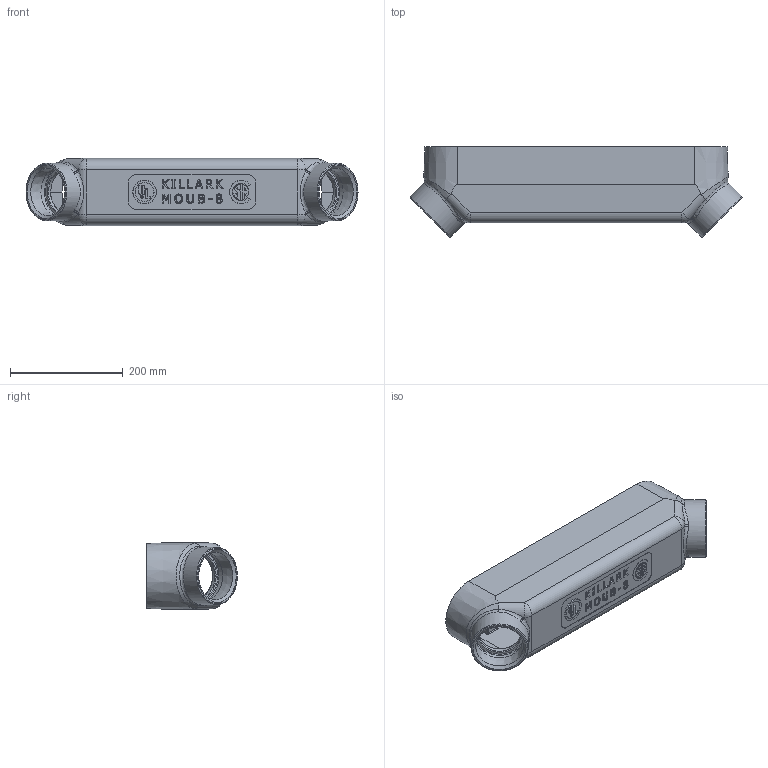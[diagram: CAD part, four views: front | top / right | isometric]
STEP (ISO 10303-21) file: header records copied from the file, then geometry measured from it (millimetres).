
FILE_DESCRIPTION(/* description */ (''),/* implementation_level */ '2;1');
FILE_NAME(/* name */ 'KIL_MOUB-8.stp',/* time_stamp */ '2020-07-24T20:11:09+06:00',/* author */ ('kr'),/* organization */ (''),/* preprocessor_version */ 'ST-DEVELOPER v18',/* originating_system */ 'Autodesk Inventor 2020',/* authorisation */ '');
FILE_SCHEMA (('AUTOMOTIVE_DESIGN { 1 0 10303 214 3 1 1 }'));
Length unit declared in the file: inch
Products named in the file (1): 21349
Bounding box: 587.86 x 160.58 x 119.06 mm (x, y, z)
Volume: 1677688.1 mm3; surface area: 438778.6 mm2
Topology: 1 solids, 1 shells, 655 faces, 1724 edges, 1116 vertices
Faces by surface type: plane 286, bspline 225, cylinder 62, cone 52, sphere 16, torus 14
Full cylindrical faces by diameter (mm): 75.692 x2, 89.179 x2, 101.6 x2
Entity records: 29660 total; most frequent: CARTESIAN_POINT 14937, ORIENTED_EDGE 3448, DIRECTION 2364, EDGE_CURVE 1724, VERTEX_POINT 1116, LINE 850, VECTOR 850, AXIS2_PLACEMENT_3D 757
